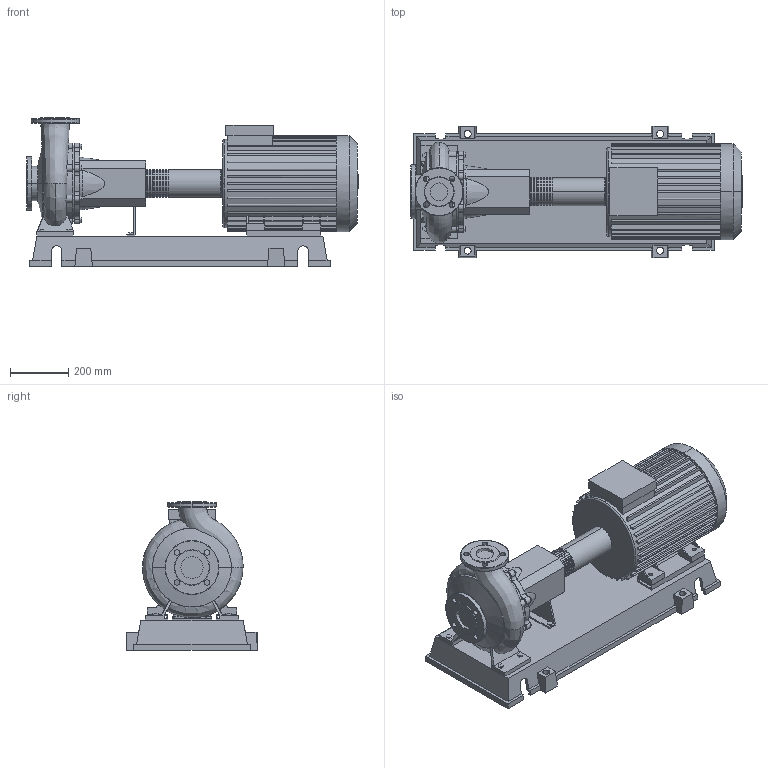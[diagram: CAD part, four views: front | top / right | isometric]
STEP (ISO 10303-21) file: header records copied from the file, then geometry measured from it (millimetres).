
FILE_DESCRIPTION((''),'2;1');
FILE_NAME('3d_NL50_250-15-2-12-4109103.stp','2015-03-03T07:12:41',(''),(''),'Mechanical Desktop 2009','Mechanical Desktop 2009',', , ');
FILE_SCHEMA(('CONFIG_CONTROL_DESIGN'));
Length unit declared in the file: millimetre
Products named in the file (1): Product
Bounding box: 1138 x 450 x 508 mm (x, y, z)
Volume: 62805898 mm3; surface area: 3392406.4 mm2
Topology: 13 solids, 13 shells, 860 faces, 2260 edges, 1488 vertices
Faces by surface type: plane 440, bspline 206, cylinder 198, cone 10, torus 6
Entity records: 31215 total; most frequent: CARTESIAN_POINT 10046, ORIENTED_EDGE 4522, DIRECTION 4143, EDGE_CURVE 2261, VERTEX_POINT 1487, VECTOR 1447, LINE 1447, AXIS2_PLACEMENT_3D 1348
